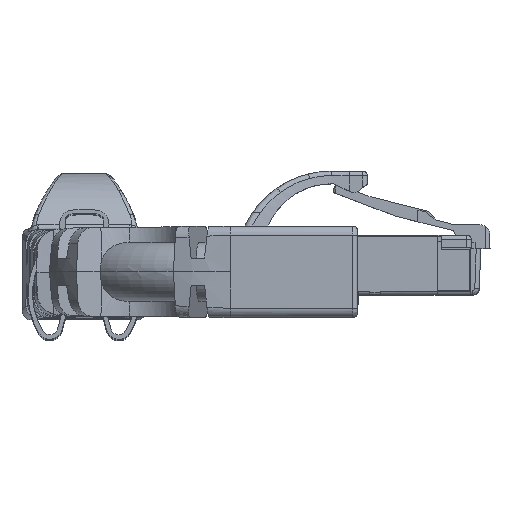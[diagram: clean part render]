
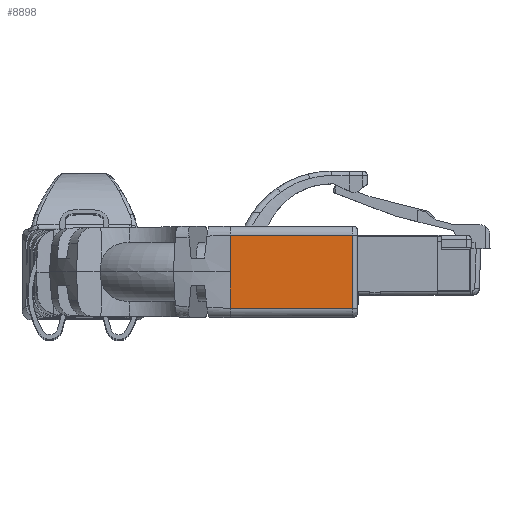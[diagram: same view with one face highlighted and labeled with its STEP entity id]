
A CAD part, top view. The second image highlights one B-rep face of the part: STEP entity #8898.
In plain terms, the highlighted planar face has unit normal (0, 0, 1).
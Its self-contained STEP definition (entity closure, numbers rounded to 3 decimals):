
#8870=AXIS2_PLACEMENT_3D('Plane Axis2P3D',#8867,#8868,#8869) ;
#7401=CARTESIAN_POINT('Vertex',(22.915,7.38,172.13)) ;
#7405=CARTESIAN_POINT('Control Point',(22.915,7.38,172.13)) ;
#7406=CARTESIAN_POINT('Control Point',(22.915,7.716,172.13)) ;
#7407=CARTESIAN_POINT('Control Point',(22.915,8.45,172.13)) ;
#7408=CARTESIAN_POINT('Control Point',(22.915,9.605,172.13)) ;
#7409=CARTESIAN_POINT('Control Point',(22.915,10.61,172.13)) ;
#7410=CARTESIAN_POINT('Control Point',(22.915,11.159,172.13)) ;
#7411=CARTESIAN_POINT('Control Point',(22.915,11.41,172.13)) ;
#7412=CARTESIAN_POINT('Vertex',(22.915,11.41,172.13)) ;
#7994=CARTESIAN_POINT('Vertex',(22.915,3.35,172.13)) ;
#8070=CARTESIAN_POINT('Control Point',(22.915,3.35,172.13)) ;
#8071=CARTESIAN_POINT('Control Point',(22.915,3.601,172.13)) ;
#8072=CARTESIAN_POINT('Control Point',(22.915,4.15,172.13)) ;
#8073=CARTESIAN_POINT('Control Point',(22.915,5.155,172.13)) ;
#8074=CARTESIAN_POINT('Control Point',(22.915,6.31,172.13)) ;
#8075=CARTESIAN_POINT('Control Point',(22.915,7.044,172.13)) ;
#8076=CARTESIAN_POINT('Control Point',(22.915,7.38,172.13)) ;
#8867=CARTESIAN_POINT('Axis2P3D Location',(-15.482,2.35,172.13)) ;
#8872=CARTESIAN_POINT('Line Origine',(29.665,3.35,172.13)) ;
#8876=CARTESIAN_POINT('Vertex',(36.415,3.35,172.13)) ;
#8879=CARTESIAN_POINT('Line Origine',(36.415,7.38,172.13)) ;
#8883=CARTESIAN_POINT('Vertex',(36.415,11.41,172.13)) ;
#8886=CARTESIAN_POINT('Line Origine',(29.665,11.41,172.13)) ;
#8868=DIRECTION('Axis2P3D Direction',(0.,0.,1.)) ;
#8869=DIRECTION('Axis2P3D XDirection',(0.,-1.,0.)) ;
#8873=DIRECTION('Vector Direction',(1.,0.,0.)) ;
#8880=DIRECTION('Vector Direction',(0.,1.,0.)) ;
#8887=DIRECTION('Vector Direction',(-1.,0.,0.)) ;
#8874=VECTOR('Line Direction',#8873,1.) ;
#8881=VECTOR('Line Direction',#8880,1.) ;
#8888=VECTOR('Line Direction',#8887,1.) ;
#8892=ORIENTED_EDGE('',*,*,#8878,.T.) ;
#8893=ORIENTED_EDGE('',*,*,#8885,.T.) ;
#8894=ORIENTED_EDGE('',*,*,#8890,.T.) ;
#8895=ORIENTED_EDGE('',*,*,#7414,.F.) ;
#8896=ORIENTED_EDGE('',*,*,#8077,.F.) ;
#8898=ADVANCED_FACE('RJ45_L40.1\\NAUO1\\Cut-Extrude10',(#8897),#8871,.T.) ;
#7404=B_SPLINE_CURVE_WITH_KNOTS('',3,(#7405,#7406,#7407,#7408,#7409,#7410,#7411),.UNSPECIFIED.,.F.,.U.,(4,1,1,1,4),(0.,0.812,1.623,2.435,3.247),.UNSPECIFIED.) ;
#8069=B_SPLINE_CURVE_WITH_KNOTS('',3,(#8070,#8071,#8072,#8073,#8074,#8075,#8076),.UNSPECIFIED.,.F.,.U.,(4,1,1,1,4),(38.429,39.24,40.052,40.864,41.676),.UNSPECIFIED.) ;
#7414=EDGE_CURVE('',#7402,#7413,#7404,.T.) ;
#8077=EDGE_CURVE('',#7995,#7402,#8069,.T.) ;
#8878=EDGE_CURVE('',#7995,#8877,#8875,.T.) ;
#8885=EDGE_CURVE('',#8877,#8884,#8882,.T.) ;
#8890=EDGE_CURVE('',#8884,#7413,#8889,.T.) ;
#8891=EDGE_LOOP('',(#8892,#8893,#8894,#8895,#8896)) ;
#8897=FACE_OUTER_BOUND('',#8891,.T.) ;
#8875=LINE('Line',#8872,#8874) ;
#8882=LINE('Line',#8879,#8881) ;
#8889=LINE('Line',#8886,#8888) ;
#8871=PLANE('',#8870) ;
#7402=VERTEX_POINT('',#7401) ;
#7413=VERTEX_POINT('',#7412) ;
#7995=VERTEX_POINT('',#7994) ;
#8877=VERTEX_POINT('',#8876) ;
#8884=VERTEX_POINT('',#8883) ;
